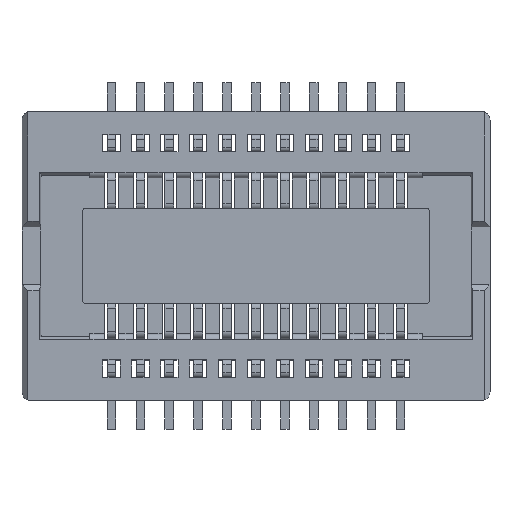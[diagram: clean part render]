
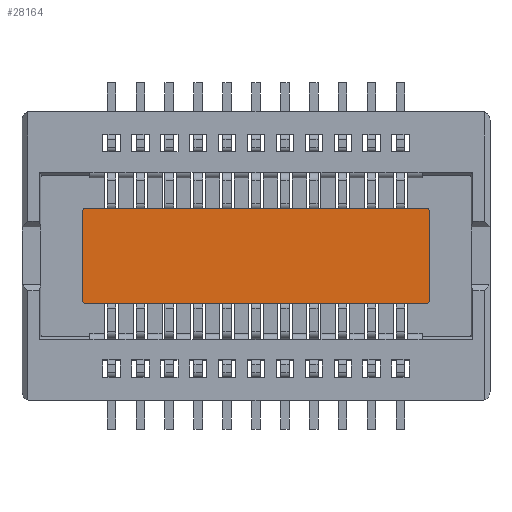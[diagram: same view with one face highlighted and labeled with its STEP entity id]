
A CAD part, top view. The second image highlights one B-rep face of the part: STEP entity #28164.
In plain terms, the highlighted planar face has unit normal (0, 0, 1).
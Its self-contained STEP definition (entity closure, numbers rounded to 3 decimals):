
#10800 = EDGE_CURVE('',#10801,#10803,#10805,.T.);
#10801 = VERTEX_POINT('',#10802);
#10802 = CARTESIAN_POINT('',(-2.95,-0.825,1.15));
#10803 = VERTEX_POINT('',#10804);
#10804 = CARTESIAN_POINT('',(2.95,-0.825,1.15));
#10805 = LINE('',#10806,#10807);
#10806 = CARTESIAN_POINT('',(-3.,-0.825,1.15));
#10807 = VECTOR('',#10808,1.);
#10808 = DIRECTION('',(1.,0.,0.));
#27921 = EDGE_CURVE('',#27922,#27924,#27926,.T.);
#27922 = VERTEX_POINT('',#27923);
#27923 = CARTESIAN_POINT('',(2.95,0.825,1.15));
#27924 = VERTEX_POINT('',#27925);
#27925 = CARTESIAN_POINT('',(-2.95,0.825,1.15));
#27926 = LINE('',#27927,#27928);
#27927 = CARTESIAN_POINT('',(3.,0.825,1.15));
#27928 = VECTOR('',#27929,1.);
#27929 = DIRECTION('',(-1.,0.,0.));
#28101 = EDGE_CURVE('',#27924,#28102,#28104,.T.);
#28102 = VERTEX_POINT('',#28103);
#28103 = CARTESIAN_POINT('',(-3.,0.775,1.15));
#28104 = CIRCLE('',#28105,0.05);
#28105 = AXIS2_PLACEMENT_3D('',#28106,#28107,#28108);
#28106 = CARTESIAN_POINT('',(-2.95,0.775,1.15));
#28107 = DIRECTION('',(0.,-0.,1.));
#28108 = DIRECTION('',(0.,1.,0.));
#28126 = EDGE_CURVE('',#28102,#28127,#28129,.T.);
#28127 = VERTEX_POINT('',#28128);
#28128 = CARTESIAN_POINT('',(-3.,-0.775,1.15));
#28129 = LINE('',#28130,#28131);
#28130 = CARTESIAN_POINT('',(-3.,0.825,1.15));
#28131 = VECTOR('',#28132,1.);
#28132 = DIRECTION('',(0.,-1.,0.));
#28150 = EDGE_CURVE('',#10801,#28127,#28151,.T.);
#28151 = CIRCLE('',#28152,0.05);
#28152 = AXIS2_PLACEMENT_3D('',#28153,#28154,#28155);
#28153 = CARTESIAN_POINT('',(-2.95,-0.775,1.15));
#28154 = DIRECTION('',(0.,0.,-1.));
#28155 = DIRECTION('',(0.,1.,0.));
#28164 = ADVANCED_FACE('',(#28165),#28196,.T.);
#28165 = FACE_BOUND('',#28166,.T.);
#28166 = EDGE_LOOP('',(#28167,#28168,#28177,#28185,#28192,#28193,#28194,
#28195));
#28167 = ORIENTED_EDGE('',*,*,#10800,.T.);
#28168 = ORIENTED_EDGE('',*,*,#28169,.T.);
#28169 = EDGE_CURVE('',#10803,#28170,#28172,.T.);
#28170 = VERTEX_POINT('',#28171);
#28171 = CARTESIAN_POINT('',(3.,-0.775,1.15));
#28172 = CIRCLE('',#28173,0.05);
#28173 = AXIS2_PLACEMENT_3D('',#28174,#28175,#28176);
#28174 = CARTESIAN_POINT('',(2.95,-0.775,1.15));
#28175 = DIRECTION('',(0.,-0.,1.));
#28176 = DIRECTION('',(0.,1.,0.));
#28177 = ORIENTED_EDGE('',*,*,#28178,.T.);
#28178 = EDGE_CURVE('',#28170,#28179,#28181,.T.);
#28179 = VERTEX_POINT('',#28180);
#28180 = CARTESIAN_POINT('',(3.,0.775,1.15));
#28181 = LINE('',#28182,#28183);
#28182 = CARTESIAN_POINT('',(3.,-0.825,1.15));
#28183 = VECTOR('',#28184,1.);
#28184 = DIRECTION('',(0.,1.,0.));
#28185 = ORIENTED_EDGE('',*,*,#28186,.T.);
#28186 = EDGE_CURVE('',#28179,#27922,#28187,.T.);
#28187 = CIRCLE('',#28188,0.05);
#28188 = AXIS2_PLACEMENT_3D('',#28189,#28190,#28191);
#28189 = CARTESIAN_POINT('',(2.95,0.775,1.15));
#28190 = DIRECTION('',(0.,-0.,1.));
#28191 = DIRECTION('',(0.,1.,0.));
#28192 = ORIENTED_EDGE('',*,*,#27921,.T.);
#28193 = ORIENTED_EDGE('',*,*,#28101,.T.);
#28194 = ORIENTED_EDGE('',*,*,#28126,.T.);
#28195 = ORIENTED_EDGE('',*,*,#28150,.F.);
#28196 = PLANE('',#28197);
#28197 = AXIS2_PLACEMENT_3D('',#28198,#28199,#28200);
#28198 = CARTESIAN_POINT('',(0.,0.,1.15));
#28199 = DIRECTION('',(0.,0.,1.));
#28200 = DIRECTION('',(1.,0.,0.));
